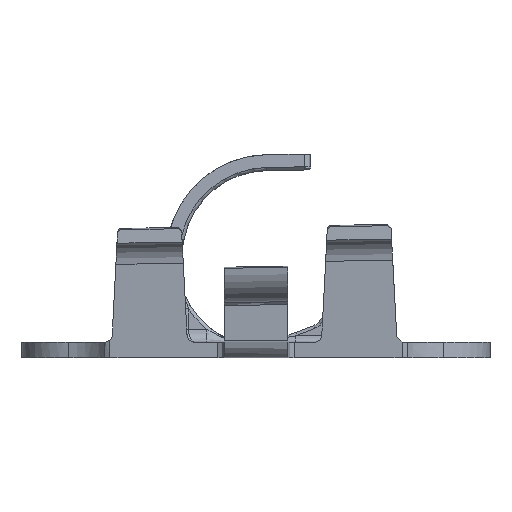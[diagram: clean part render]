
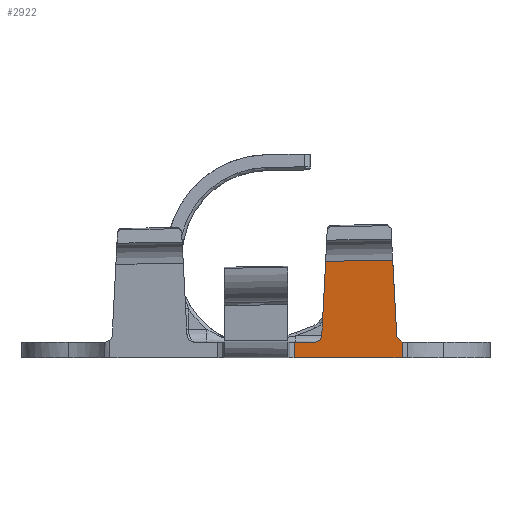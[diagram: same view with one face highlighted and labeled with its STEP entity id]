
A CAD part, front view. The second image highlights one B-rep face of the part: STEP entity #2922.
In plain terms, the highlighted planar face has unit normal (0, -0.996, -0.087).
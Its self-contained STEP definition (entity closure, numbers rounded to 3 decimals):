
#2899=AXIS2_PLACEMENT_3D('Plane Axis2P3D',#2896,#2897,#2898) ;
#432=CARTESIAN_POINT('Vertex',(1744.196,124.165,18.499)) ;
#435=CARTESIAN_POINT('Line Origine',(1745.872,124.165,18.499)) ;
#439=CARTESIAN_POINT('Vertex',(1747.547,124.165,18.499)) ;
#1059=CARTESIAN_POINT('Vertex',(1761.196,124.383,15.999)) ;
#1062=CARTESIAN_POINT('Line Origine',(1752.696,124.383,15.999)) ;
#1066=CARTESIAN_POINT('Vertex',(1744.196,124.383,15.999)) ;
#2233=CARTESIAN_POINT('Vertex',(1761.196,124.164,18.511)) ;
#2240=CARTESIAN_POINT('Vertex',(1760.35,124.082,19.446)) ;
#2244=CARTESIAN_POINT('Control Point',(1761.196,124.164,18.511)) ;
#2245=CARTESIAN_POINT('Control Point',(1760.858,124.159,18.563)) ;
#2246=CARTESIAN_POINT('Control Point',(1760.542,124.141,18.772)) ;
#2247=CARTESIAN_POINT('Control Point',(1760.368,124.111,19.106)) ;
#2248=CARTESIAN_POINT('Control Point',(1760.35,124.082,19.446)) ;
#2270=CARTESIAN_POINT('Vertex',(1759.724,123.038,31.381)) ;
#2274=CARTESIAN_POINT('Control Point',(1760.35,124.082,19.446)) ;
#2275=CARTESIAN_POINT('Control Point',(1759.724,123.038,31.381)) ;
#2298=CARTESIAN_POINT('Vertex',(1749.162,123.051,31.229)) ;
#2301=CARTESIAN_POINT('Line Origine',(1721.516,123.086,30.829)) ;
#2319=CARTESIAN_POINT('Control Point',(1749.162,123.051,31.229)) ;
#2320=CARTESIAN_POINT('Control Point',(1748.546,124.082,19.446)) ;
#2321=CARTESIAN_POINT('Vertex',(1748.546,124.082,19.446)) ;
#2344=CARTESIAN_POINT('Control Point',(1747.547,124.165,18.499)) ;
#2345=CARTESIAN_POINT('Control Point',(1747.928,124.165,18.499)) ;
#2346=CARTESIAN_POINT('Control Point',(1748.312,124.147,18.695)) ;
#2347=CARTESIAN_POINT('Control Point',(1748.526,124.115,19.068)) ;
#2348=CARTESIAN_POINT('Control Point',(1748.546,124.082,19.446)) ;
#2896=CARTESIAN_POINT('Axis2P3D Location',(1721.62,123.713,23.664)) ;
#2901=CARTESIAN_POINT('Line Origine',(1761.196,124.273,17.255)) ;
#2906=CARTESIAN_POINT('Line Origine',(1744.196,124.274,17.249)) ;
#436=DIRECTION('Vector Direction',(-1.,0.,0.)) ;
#1063=DIRECTION('Vector Direction',(-1.,0.,0.)) ;
#2302=DIRECTION('Vector Direction',(1.,-0.001,0.014)) ;
#2897=DIRECTION('Axis2P3D Direction',(0.,0.996,0.087)) ;
#2898=DIRECTION('Axis2P3D XDirection',(-0.015,-0.087,0.996)) ;
#2902=DIRECTION('Vector Direction',(0.,0.087,-0.996)) ;
#2907=DIRECTION('Vector Direction',(0.,-0.087,0.996)) ;
#437=VECTOR('Line Direction',#436,1.) ;
#1064=VECTOR('Line Direction',#1063,1.) ;
#2303=VECTOR('Line Direction',#2302,1.) ;
#2903=VECTOR('Line Direction',#2902,1.) ;
#2908=VECTOR('Line Direction',#2907,1.) ;
#2912=ORIENTED_EDGE('',*,*,#2905,.F.) ;
#2913=ORIENTED_EDGE('',*,*,#2249,.T.) ;
#2914=ORIENTED_EDGE('',*,*,#2276,.T.) ;
#2915=ORIENTED_EDGE('',*,*,#2305,.F.) ;
#2916=ORIENTED_EDGE('',*,*,#2323,.T.) ;
#2917=ORIENTED_EDGE('',*,*,#2349,.T.) ;
#2918=ORIENTED_EDGE('',*,*,#441,.T.) ;
#2919=ORIENTED_EDGE('',*,*,#2910,.T.) ;
#2920=ORIENTED_EDGE('',*,*,#1068,.F.) ;
#2922=ADVANCED_FACE('Ergebnis',(#2921),#2900,.F.) ;
#2243=B_SPLINE_CURVE_WITH_KNOTS('',4,(#2244,#2245,#2246,#2247,#2248),.UNSPECIFIED.,.F.,.U.,(5,5),(0.218,2.151),.UNSPECIFIED.) ;
#2273=B_SPLINE_CURVE_WITH_KNOTS('',1,(#2274,#2275),.UNSPECIFIED.,.F.,.U.,(2,2),(-4.798,7.198),.UNSPECIFIED.) ;
#2318=B_SPLINE_CURVE_WITH_KNOTS('',1,(#2319,#2320),.UNSPECIFIED.,.F.,.U.,(2,2),(-7.209,4.634),.UNSPECIFIED.) ;
#2343=B_SPLINE_CURVE_WITH_KNOTS('',4,(#2344,#2345,#2346,#2347,#2348),.UNSPECIFIED.,.F.,.U.,(5,5),(0.,2.151),.UNSPECIFIED.) ;
#441=EDGE_CURVE('',#440,#433,#438,.T.) ;
#1068=EDGE_CURVE('',#1060,#1067,#1065,.T.) ;
#2249=EDGE_CURVE('',#2234,#2241,#2243,.T.) ;
#2276=EDGE_CURVE('',#2241,#2271,#2273,.T.) ;
#2305=EDGE_CURVE('',#2299,#2271,#2304,.T.) ;
#2323=EDGE_CURVE('',#2299,#2322,#2318,.T.) ;
#2349=EDGE_CURVE('',#2322,#440,#2343,.F.) ;
#2905=EDGE_CURVE('',#2234,#1060,#2904,.T.) ;
#2910=EDGE_CURVE('',#433,#1067,#2909,.F.) ;
#2911=EDGE_LOOP('',(#2912,#2913,#2914,#2915,#2916,#2917,#2918,#2919,#2920)) ;
#2921=FACE_OUTER_BOUND('',#2911,.T.) ;
#438=LINE('Line',#435,#437) ;
#1065=LINE('Line',#1062,#1064) ;
#2304=LINE('Line',#2301,#2303) ;
#2904=LINE('Line',#2901,#2903) ;
#2909=LINE('Line',#2906,#2908) ;
#2900=PLANE('',#2899) ;
#433=VERTEX_POINT('',#432) ;
#440=VERTEX_POINT('',#439) ;
#1060=VERTEX_POINT('',#1059) ;
#1067=VERTEX_POINT('',#1066) ;
#2234=VERTEX_POINT('',#2233) ;
#2241=VERTEX_POINT('',#2240) ;
#2271=VERTEX_POINT('',#2270) ;
#2299=VERTEX_POINT('',#2298) ;
#2322=VERTEX_POINT('',#2321) ;
